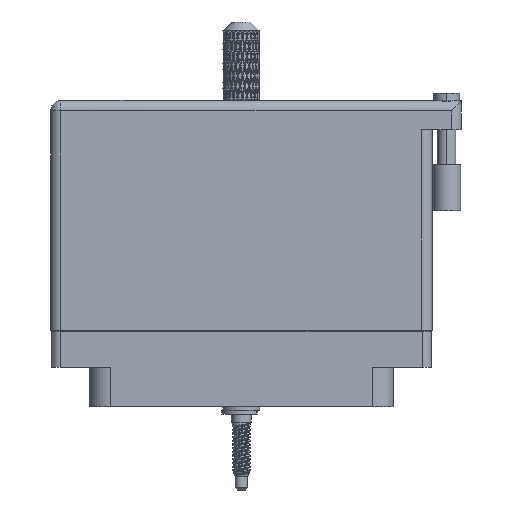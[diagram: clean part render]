
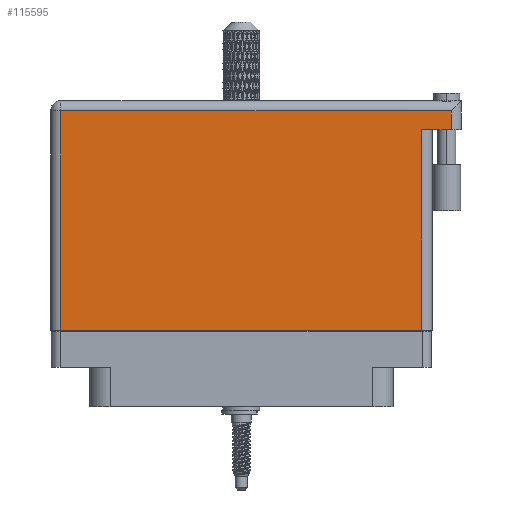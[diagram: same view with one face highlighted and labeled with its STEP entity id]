
A CAD part, front view. The second image highlights one B-rep face of the part: STEP entity #115595.
In plain terms, the highlighted face is planar.
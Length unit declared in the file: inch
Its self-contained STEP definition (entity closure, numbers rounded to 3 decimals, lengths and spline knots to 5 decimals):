
#6530 = ORIENTED_EDGE ( 'NONE', *, *, #47400, .T. ) ;
#7331 = EDGE_CURVE ( 'NONE', #60255, #80721, #80023, .T. ) ;
#10400 = CARTESIAN_POINT ( 'NONE',  ( 1.23, 1.269, 0.4495 ) ) ;
#12181 = PLANE ( 'NONE',  #80252 ) ;
#12294 = EDGE_CURVE ( 'NONE', #106182, #24131, #45373, .T. ) ;
#13775 = DIRECTION ( 'NONE',  ( -1., 0., 0. ) ) ;
#16643 = DIRECTION ( 'NONE',  ( 1., 0., 0. ) ) ;
#23714 = CARTESIAN_POINT ( 'NONE',  ( 1.23, -0.1, 0.4495 ) ) ;
#23725 = LINE ( 'NONE', #113869, #81720 ) ;
#24131 = VERTEX_POINT ( 'NONE', #49960 ) ;
#31121 = EDGE_CURVE ( 'NONE', #48449, #54707, #60306, .T. ) ;
#31787 = DIRECTION ( 'NONE',  ( -1., 0., 0. ) ) ;
#35232 = CARTESIAN_POINT ( 'NONE',  ( 1.23, 1.269, 0.4495 ) ) ;
#41077 = DIRECTION ( 'NONE',  ( -1., 0., 0. ) ) ;
#41684 = CARTESIAN_POINT ( 'NONE',  ( 1.5, 1.269, 0.4495 ) ) ;
#43507 = LINE ( 'NONE', #91565, #101587 ) ;
#45373 = LINE ( 'NONE', #49762, #94902 ) ;
#45990 = DIRECTION ( 'NONE',  ( 0., -1., 0. ) ) ;
#47400 = EDGE_CURVE ( 'NONE', #48449, #106182, #23725, .T. ) ;
#48449 = VERTEX_POINT ( 'NONE', #103883 ) ;
#49762 = CARTESIAN_POINT ( 'NONE',  ( -1.3, 1.396, 0.4495 ) ) ;
#49960 = CARTESIAN_POINT ( 'NONE',  ( -1.23, 1.396, 0.4495 ) ) ;
#54707 = VERTEX_POINT ( 'NONE', #10400 ) ;
#58106 = CARTESIAN_POINT ( 'NONE',  ( -1.3, 1.466, 0.4495 ) ) ;
#60255 = VERTEX_POINT ( 'NONE', #73106 ) ;
#60306 = LINE ( 'NONE', #41684, #99996 ) ;
#62497 = DIRECTION ( 'NONE',  ( 0., 1., 0. ) ) ;
#64067 = VECTOR ( 'NONE', #62497, 39.37008 ) ;
#65661 = CARTESIAN_POINT ( 'NONE',  ( 1.43, 1.396, 0.4495 ) ) ;
#73106 = CARTESIAN_POINT ( 'NONE',  ( -1.23, -0.1, 0.4495 ) ) ;
#76450 = EDGE_LOOP ( 'NONE', ( #91082, #109352, #78579, #6530, #112296, #81733 ) ) ;
#77155 = VECTOR ( 'NONE', #16643, 39.37008 ) ;
#78579 = ORIENTED_EDGE ( 'NONE', *, *, #31121, .F. ) ;
#80023 = LINE ( 'NONE', #97818, #77155 ) ;
#80252 = AXIS2_PLACEMENT_3D ( 'NONE', #58106, #85532, #13775 ) ;
#80285 = DIRECTION ( 'NONE',  ( 0., 1., 0. ) ) ;
#80721 = VERTEX_POINT ( 'NONE', #23714 ) ;
#81720 = VECTOR ( 'NONE', #80285, 39.37008 ) ;
#81733 = ORIENTED_EDGE ( 'NONE', *, *, #91669, .T. ) ;
#84451 = FACE_OUTER_BOUND ( 'NONE', #76450, .T. ) ;
#85532 = DIRECTION ( 'NONE',  ( 0., 0., -1. ) ) ;
#91082 = ORIENTED_EDGE ( 'NONE', *, *, #7331, .T. ) ;
#91565 = CARTESIAN_POINT ( 'NONE',  ( -1.23, -0.1, 0.4495 ) ) ;
#91669 = EDGE_CURVE ( 'NONE', #24131, #60255, #43507, .T. ) ;
#94902 = VECTOR ( 'NONE', #41077, 39.37008 ) ;
#97350 = EDGE_CURVE ( 'NONE', #80721, #54707, #105174, .T. ) ;
#97818 = CARTESIAN_POINT ( 'NONE',  ( -1.3, -0.1, 0.4495 ) ) ;
#99996 = VECTOR ( 'NONE', #31787, 39.37008 ) ;
#101587 = VECTOR ( 'NONE', #45990, 39.37008 ) ;
#103883 = CARTESIAN_POINT ( 'NONE',  ( 1.43, 1.269, 0.4495 ) ) ;
#105174 = LINE ( 'NONE', #35232, #64067 ) ;
#106182 = VERTEX_POINT ( 'NONE', #65661 ) ;
#109352 = ORIENTED_EDGE ( 'NONE', *, *, #97350, .T. ) ;
#112296 = ORIENTED_EDGE ( 'NONE', *, *, #12294, .T. ) ;
#113869 = CARTESIAN_POINT ( 'NONE',  ( 1.43, 1.466, 0.4495 ) ) ;
#115595 = ADVANCED_FACE ( 'NONE', ( #84451 ), #12181, .F. ) ;
